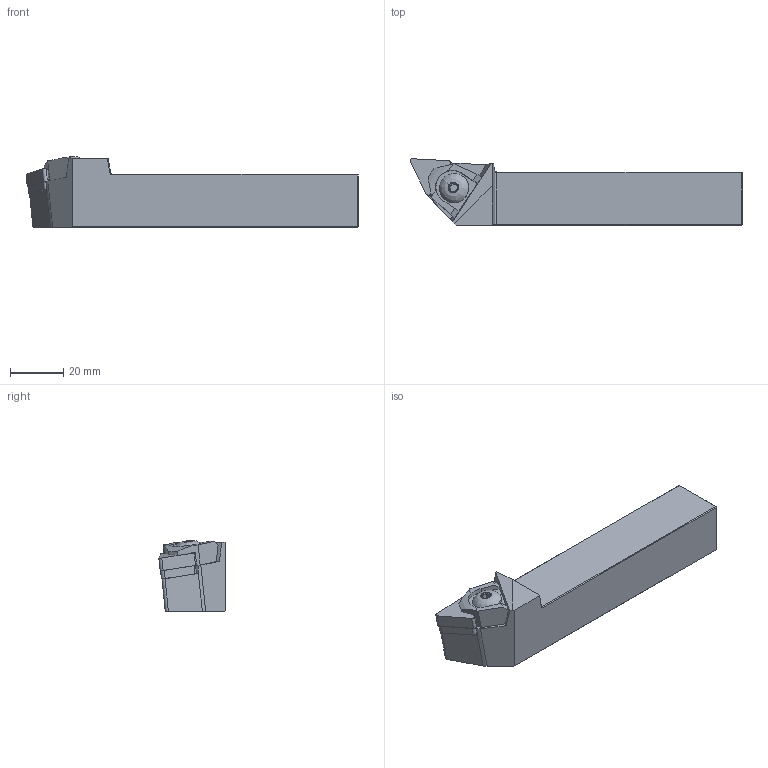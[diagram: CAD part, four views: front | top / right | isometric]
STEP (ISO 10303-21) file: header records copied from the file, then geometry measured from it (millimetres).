
FILE_DESCRIPTION(/* description */ (''),/* implementation_level */ '2;1');
FILE_NAME(/* name */ 'MTJNL-2020-K16.stp',/* time_stamp */ '2023-10-04T08:51:19+03:00',/* author */ (''),/* organization */ (''),/* preprocessor_version */ 'ST-DEVELOPER v19.4',/* originating_system */ 'SIEMENS PLM Software NX2306.3001',/* authorisation */ '');
FILE_SCHEMA (('AUTOMOTIVE_DESIGN { 1 0 10303 214 3 1 1 1 }'));
Length unit declared in the file: millimetre
Products named in the file (1): MTJNR-2020-K16
Bounding box: 125 x 25 x 26.6 mm (x, y, z)
Volume: 50392 mm3; surface area: 11645.5 mm2
Topology: 2 solids, 2 shells, 92 faces, 235 edges, 149 vertices
Faces by surface type: plane 72, cylinder 14, cone 3, bspline 2, torus 1
Full cylindrical faces by diameter (mm): 11 x1
Entity records: 2831 total; most frequent: CARTESIAN_POINT 606, ORIENTED_EDGE 460, DIRECTION 435, EDGE_CURVE 230, LINE 183, VECTOR 183, VERTEX_POINT 147, AXIS2_PLACEMENT_3D 126
